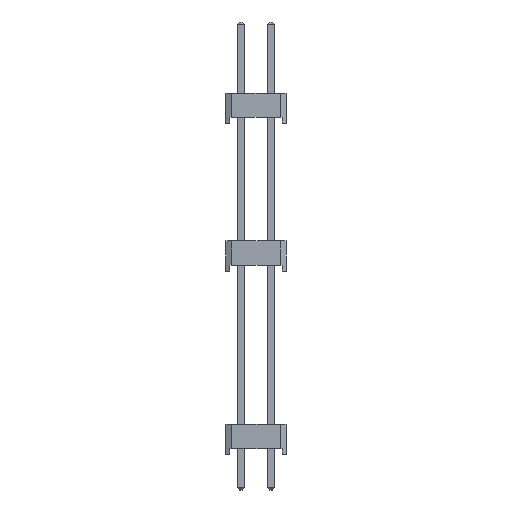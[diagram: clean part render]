
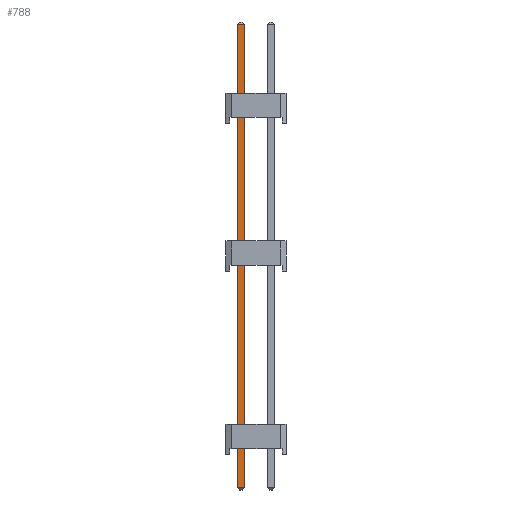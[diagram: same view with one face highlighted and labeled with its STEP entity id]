
A CAD part, left-side view. The second image highlights one B-rep face of the part: STEP entity #788.
In plain terms, the highlighted planar face has unit normal (-1, 0, 0).
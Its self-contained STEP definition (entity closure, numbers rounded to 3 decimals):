
#788 = ADVANCED_FACE( '', ( #2144 ), #2145, .F. );
#2144 = FACE_OUTER_BOUND( '', #4196, .T. );
#2145 = PLANE( '', #4197 );
#4196 = EDGE_LOOP( '', ( #6727, #6728, #6729, #6730 ) );
#4197 = AXIS2_PLACEMENT_3D( '', #6731, #6732, #6733 );
#6727 = ORIENTED_EDGE( '', *, *, #12373, .T. );
#6728 = ORIENTED_EDGE( '', *, *, #12374, .T. );
#6729 = ORIENTED_EDGE( '', *, *, #12375, .F. );
#6730 = ORIENTED_EDGE( '', *, *, #12376, .T. );
#6731 = CARTESIAN_POINT( '', ( -0.32, -0.32, 19.74 ) );
#6732 = DIRECTION( '', ( 1., 0., 0. ) );
#6733 = DIRECTION( '', ( 0., 0., -1. ) );
#12373 = EDGE_CURVE( '', #14691, #15043, #15044, .T. );
#12374 = EDGE_CURVE( '', #15043, #15045, #15046, .T. );
#12375 = EDGE_CURVE( '', #15047, #15045, #15048, .T. );
#12376 = EDGE_CURVE( '', #15047, #14691, #15049, .T. );
#14691 = VERTEX_POINT( '', #18384 );
#15043 = VERTEX_POINT( '', #18899 );
#15044 = LINE( '', #18900, #18901 );
#15045 = VERTEX_POINT( '', #18902 );
#15046 = LINE( '', #18903, #18904 );
#15047 = VERTEX_POINT( '', #18905 );
#15048 = LINE( '', #18906, #18907 );
#15049 = LINE( '', #18908, #18909 );
#18384 = CARTESIAN_POINT( '', ( -0.32, 0.32, 19.54 ) );
#18899 = CARTESIAN_POINT( '', ( -0.32, 0.32, -19.54 ) );
#18900 = CARTESIAN_POINT( '', ( -0.32, 0.32, 19.74 ) );
#18901 = VECTOR( '', #23466, 1000. );
#18902 = CARTESIAN_POINT( '', ( -0.32, -0.32, -19.54 ) );
#18903 = CARTESIAN_POINT( '', ( -0.32, -0.32, -19.54 ) );
#18904 = VECTOR( '', #23467, 1000. );
#18905 = CARTESIAN_POINT( '', ( -0.32, -0.32, 19.54 ) );
#18906 = CARTESIAN_POINT( '', ( -0.32, -0.32, 19.74 ) );
#18907 = VECTOR( '', #23468, 1000. );
#18908 = CARTESIAN_POINT( '', ( -0.32, -0.32, 19.54 ) );
#18909 = VECTOR( '', #23469, 1000. );
#23466 = DIRECTION( '', ( 0., 0., -1. ) );
#23467 = DIRECTION( '', ( 0., -1., 0. ) );
#23468 = DIRECTION( '', ( 0., 0., -1. ) );
#23469 = DIRECTION( '', ( 0., 1., 0. ) );
